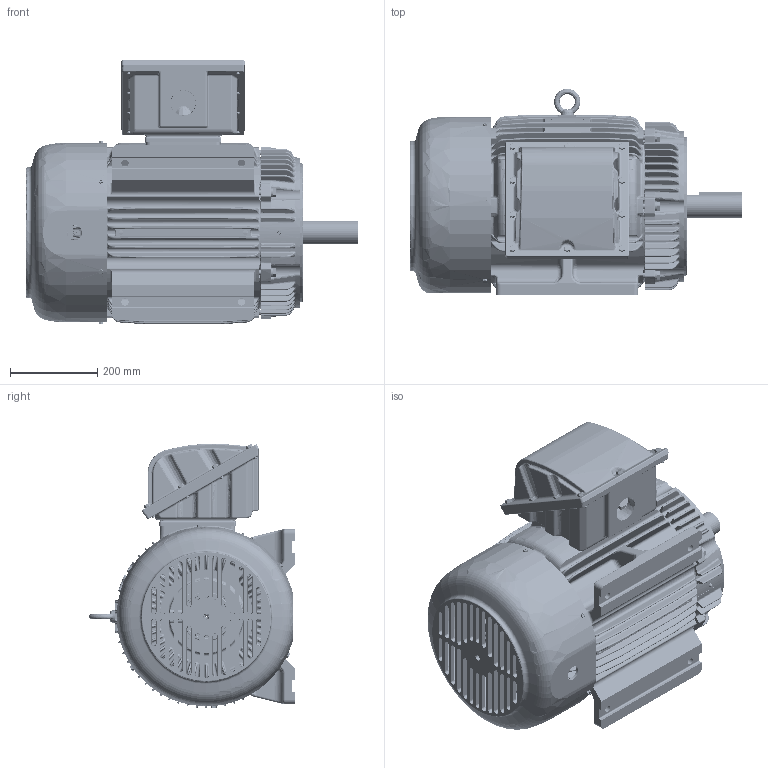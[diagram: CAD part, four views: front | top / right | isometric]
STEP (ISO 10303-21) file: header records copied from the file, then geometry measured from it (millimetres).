
FILE_DESCRIPTION(('CATIA V5 STEP Exchange'),'2;1');
FILE_NAME('31043A197--AEHHXF040040YH030-324TC.stp','2018-01-24T03:47:55+00:00',('none'),('none'),'Version 5-6 Release 2012','CATIA V5 STEP AP203','none');
FILE_SCHEMA(('CONFIG_CONTROL_DESIGN'));
Length unit declared in the file: millimetre
Products named in the file (1): 31043A197--AEHHXF040040YH030-324TC
Bounding box: 760.05 x 472.17 x 605.78 mm (x, y, z)
Volume: 26672861.4 mm3; surface area: 4246044 mm2
Topology: 5 solids, 52 shells, 11157 faces, 29057 edges, 17311 vertices
Faces by surface type: bspline 4341, cylinder 2472, plane 1701, torus 1037, cone 973, sphere 585, revolution 48
Entity records: 465369 total; most frequent: CARTESIAN_POINT 256764, ORIENTED_EDGE 56564, EDGE_CURVE 28282, DIRECTION 25235, VERTEX_POINT 17311, AXIS2_PLACEMENT_3D 12825, EDGE_LOOP 11469, ADVANCED_FACE 11157
